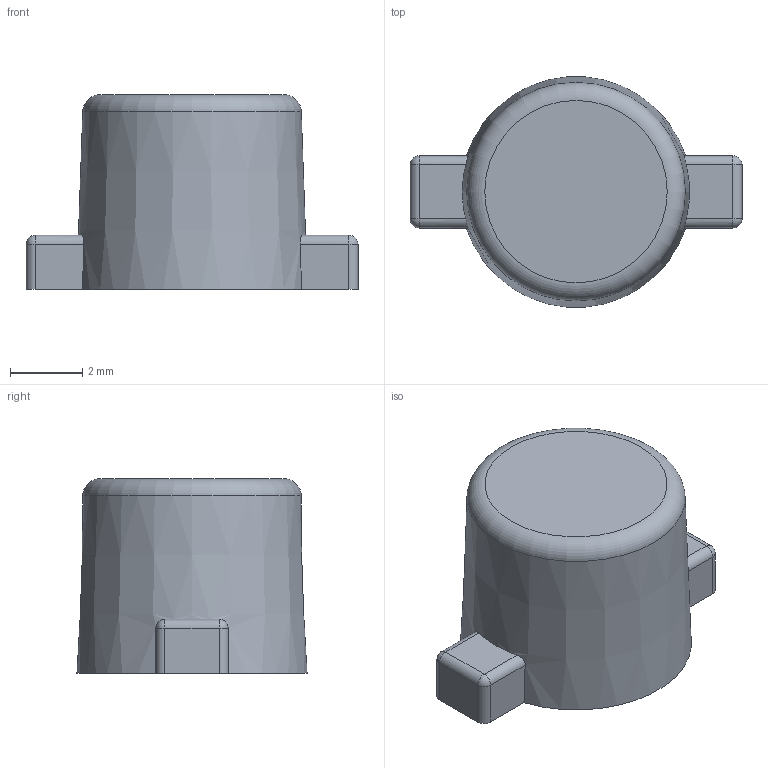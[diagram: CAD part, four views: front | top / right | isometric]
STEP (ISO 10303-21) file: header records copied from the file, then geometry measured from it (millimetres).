
FILE_DESCRIPTION(/* description */ (''),/* implementation_level */ '2;1');
FILE_NAME(/* name */ 'Start Button.step',/* time_stamp */ '2023-01-24T21:53:14-08:00',/* author */ (''),/* organization */ (''),/* preprocessor_version */ 'ST-DEVELOPER v19.2',/* originating_system */ 'Autodesk Translation Framework v11.17.0.187',/* authorisation */ '');
FILE_SCHEMA (('AUTOMOTIVE_DESIGN { 1 0 10303 214 3 1 1 }'));
Length unit declared in the file: millimetre
Products named in the file (1): U Start Button
Bounding box: 9.2 x 6.38 x 5.4 mm (x, y, z)
Volume: 112.5 mm3; surface area: 295.4 mm2
Topology: 1 solids, 1 shells, 70 faces, 164 edges, 98 vertices
Faces by surface type: cylinder 30, plane 24, bspline 8, sphere 4, cone 3, torus 1
Entity records: 2220 total; most frequent: CARTESIAN_POINT 577, DIRECTION 353, ORIENTED_EDGE 328, EDGE_CURVE 164, AXIS2_PLACEMENT_3D 134, VERTEX_POINT 98, LINE 85, VECTOR 85
